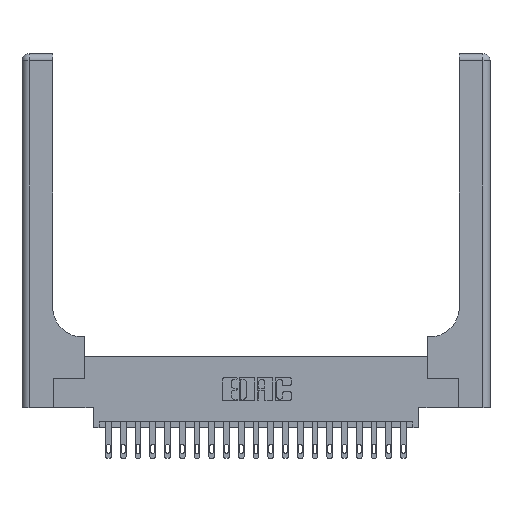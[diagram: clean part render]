
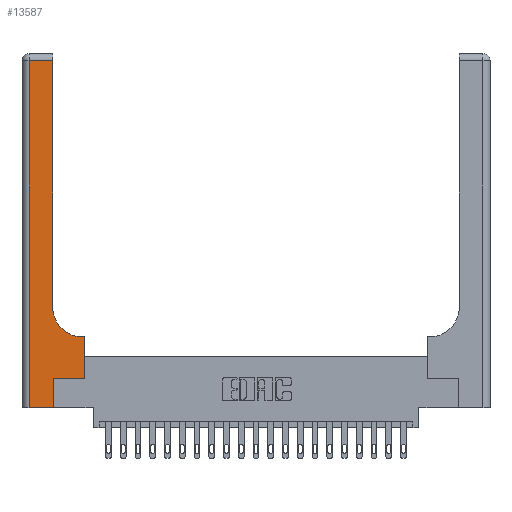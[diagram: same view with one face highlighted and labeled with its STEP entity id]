
A CAD part, top view. The second image highlights one B-rep face of the part: STEP entity #13587.
In plain terms, the highlighted planar face has unit normal (0, 0, 1).
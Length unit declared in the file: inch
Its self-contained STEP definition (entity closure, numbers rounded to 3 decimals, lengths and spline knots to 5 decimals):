
#108 = ORIENTED_EDGE ( 'NONE', *, *, #3785, .T. ) ;
#424 = FACE_OUTER_BOUND ( 'NONE', #433, .T. ) ;
#433 = EDGE_LOOP ( 'NONE', ( #108, #10218, #14473, #18871, #658, #7140, #21421, #18061, #20151 ) ) ;
#658 = ORIENTED_EDGE ( 'NONE', *, *, #12196, .T. ) ;
#739 = CARTESIAN_POINT ( 'NONE',  ( 0.528, 0.6, 0.37 ) ) ;
#1194 = CARTESIAN_POINT ( 'NONE',  ( 0.26, 0.85, 0.37 ) ) ;
#1617 = EDGE_CURVE ( 'NONE', #20092, #17600, #16973, .T. ) ;
#2328 = LINE ( 'NONE', #4249, #15552 ) ;
#2586 = VERTEX_POINT ( 'NONE', #9153 ) ;
#2905 = DIRECTION ( 'NONE',  ( 0., 0., -1. ) ) ;
#3021 = VECTOR ( 'NONE', #15935, 39.37008 ) ;
#3355 = EDGE_CURVE ( 'NONE', #2586, #13359, #18408, .T. ) ;
#3785 = EDGE_CURVE ( 'NONE', #9199, #2586, #5955, .T. ) ;
#3898 = DIRECTION ( 'NONE',  ( 0., 1., 0. ) ) ;
#3913 = CARTESIAN_POINT ( 'NONE',  ( 0.06, 0., 0.37 ) ) ;
#4249 = CARTESIAN_POINT ( 'NONE',  ( 0.26, 0.6, 0.37 ) ) ;
#4284 = VECTOR ( 'NONE', #12883, 39.37008 ) ;
#4317 = VECTOR ( 'NONE', #10212, 39.37008 ) ;
#4529 = VECTOR ( 'NONE', #16791, 39.37008 ) ;
#5267 = VERTEX_POINT ( 'NONE', #7940 ) ;
#5605 = LINE ( 'NONE', #12563, #4284 ) ;
#5955 = LINE ( 'NONE', #19626, #3021 ) ;
#7140 = ORIENTED_EDGE ( 'NONE', *, *, #9450, .T. ) ;
#7456 = DIRECTION ( 'NONE',  ( -1., 0., 0. ) ) ;
#7600 = CARTESIAN_POINT ( 'NONE',  ( 0.528, 0.25, 0.37 ) ) ;
#7940 = CARTESIAN_POINT ( 'NONE',  ( 0.265, 0.25, 0.37 ) ) ;
#9153 = CARTESIAN_POINT ( 'NONE',  ( 0.26, 2.94, 0.37 ) ) ;
#9199 = VERTEX_POINT ( 'NONE', #1194 ) ;
#9450 = EDGE_CURVE ( 'NONE', #5267, #21571, #20418, .T. ) ;
#9657 = CARTESIAN_POINT ( 'NONE',  ( 0., 2.94, 0.37 ) ) ;
#9919 = DIRECTION ( 'NONE',  ( 1., 0., 0. ) ) ;
#9967 = CARTESIAN_POINT ( 'NONE',  ( 0.528, 0.25, 0.37 ) ) ;
#10161 = EDGE_CURVE ( 'NONE', #19489, #9199, #10821, .T. ) ;
#10212 = DIRECTION ( 'NONE',  ( 1., 0., 0. ) ) ;
#10218 = ORIENTED_EDGE ( 'NONE', *, *, #3355, .T. ) ;
#10465 = EDGE_CURVE ( 'NONE', #21172, #19489, #2328, .T. ) ;
#10821 = CIRCLE ( 'NONE', #17974, 0.25 ) ;
#11068 = EDGE_CURVE ( 'NONE', #21571, #21172, #19945, .T. ) ;
#11209 = CARTESIAN_POINT ( 'NONE',  ( 0.265, 0., 0.37 ) ) ;
#11602 = CARTESIAN_POINT ( 'NONE',  ( 0.51, 0.85, 0.37 ) ) ;
#12072 = EDGE_CURVE ( 'NONE', #13359, #20092, #5605, .T. ) ;
#12152 = CARTESIAN_POINT ( 'NONE',  ( 0.06, 2.94, 0.37 ) ) ;
#12196 = EDGE_CURVE ( 'NONE', #17600, #5267, #14444, .T. ) ;
#12256 = CARTESIAN_POINT ( 'NONE',  ( 0., 3., 0.37 ) ) ;
#12296 = CARTESIAN_POINT ( 'NONE',  ( 0.51, 0.6, 0.37 ) ) ;
#12563 = CARTESIAN_POINT ( 'NONE',  ( 0.06, 3., 0.37 ) ) ;
#12883 = DIRECTION ( 'NONE',  ( 0., -1., 0. ) ) ;
#13070 = VECTOR ( 'NONE', #3898, 39.37008 ) ;
#13359 = VERTEX_POINT ( 'NONE', #12152 ) ;
#13453 = CARTESIAN_POINT ( 'NONE',  ( 0.265, 0., 0.37 ) ) ;
#13587 = ADVANCED_FACE ( 'NONE', ( #424 ), #14164, .F. ) ;
#14164 = PLANE ( 'NONE',  #19591 ) ;
#14444 = LINE ( 'NONE', #11209, #13070 ) ;
#14473 = ORIENTED_EDGE ( 'NONE', *, *, #12072, .T. ) ;
#14827 = DIRECTION ( 'NONE',  ( 1., 0., 0. ) ) ;
#15348 = CARTESIAN_POINT ( 'NONE',  ( 0.265, 0.25, 0.37 ) ) ;
#15552 = VECTOR ( 'NONE', #21333, 39.37008 ) ;
#15935 = DIRECTION ( 'NONE',  ( 0., 1., 0. ) ) ;
#16050 = DIRECTION ( 'NONE',  ( 0., 0., -1. ) ) ;
#16603 = DIRECTION ( 'NONE',  ( -1., 0., 0. ) ) ;
#16791 = DIRECTION ( 'NONE',  ( 0., 1., 0. ) ) ;
#16973 = LINE ( 'NONE', #19893, #18390 ) ;
#17600 = VERTEX_POINT ( 'NONE', #13453 ) ;
#17974 = AXIS2_PLACEMENT_3D ( 'NONE', #11602, #2905, #14827 ) ;
#18061 = ORIENTED_EDGE ( 'NONE', *, *, #10465, .T. ) ;
#18390 = VECTOR ( 'NONE', #9919, 39.37008 ) ;
#18408 = LINE ( 'NONE', #9657, #21654 ) ;
#18871 = ORIENTED_EDGE ( 'NONE', *, *, #1617, .T. ) ;
#19489 = VERTEX_POINT ( 'NONE', #12296 ) ;
#19591 = AXIS2_PLACEMENT_3D ( 'NONE', #12256, #16050, #7456 ) ;
#19626 = CARTESIAN_POINT ( 'NONE',  ( 0.26, 3., 0.37 ) ) ;
#19893 = CARTESIAN_POINT ( 'NONE',  ( 0., 0., 0.37 ) ) ;
#19945 = LINE ( 'NONE', #9967, #4529 ) ;
#20092 = VERTEX_POINT ( 'NONE', #3913 ) ;
#20151 = ORIENTED_EDGE ( 'NONE', *, *, #10161, .T. ) ;
#20418 = LINE ( 'NONE', #15348, #4317 ) ;
#21172 = VERTEX_POINT ( 'NONE', #739 ) ;
#21333 = DIRECTION ( 'NONE',  ( -1., 0., 0. ) ) ;
#21421 = ORIENTED_EDGE ( 'NONE', *, *, #11068, .T. ) ;
#21571 = VERTEX_POINT ( 'NONE', #7600 ) ;
#21654 = VECTOR ( 'NONE', #16603, 39.37008 ) ;
